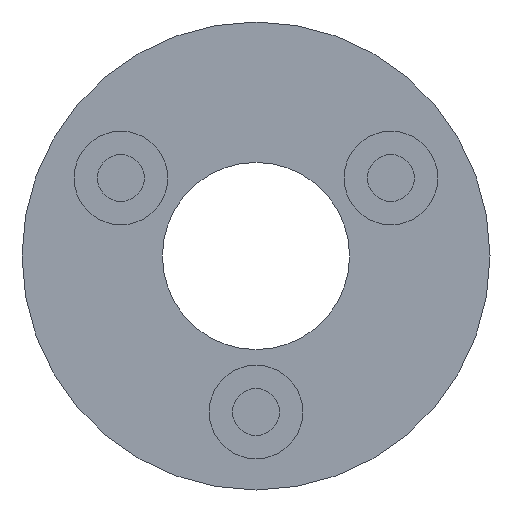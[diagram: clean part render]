
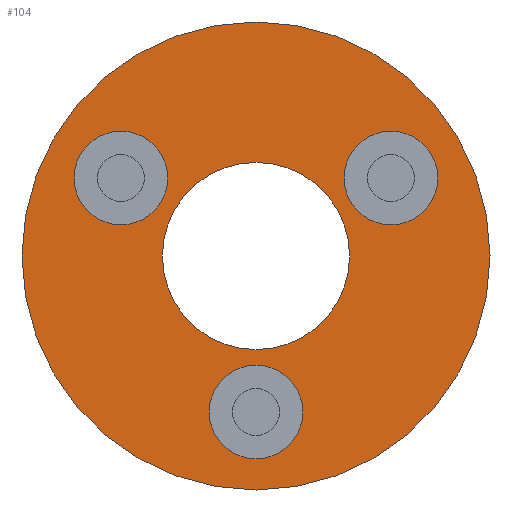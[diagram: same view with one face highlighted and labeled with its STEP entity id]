
A CAD part, left-side view. The second image highlights one B-rep face of the part: STEP entity #104.
In plain terms, the highlighted planar face has unit normal (-1, 0, 0).
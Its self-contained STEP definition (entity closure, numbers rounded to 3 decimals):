
#84 = VERTEX_POINT('',#85);
#85 = CARTESIAN_POINT('',(-113.4,53.35,12.));
#91 = EDGE_CURVE('',#84,#84,#92,.T.);
#92 = CIRCLE('',#93,3.);
#93 = AXIS2_PLACEMENT_3D('',#94,#95,#96);
#94 = CARTESIAN_POINT('',(-113.4,53.35,15.));
#95 = DIRECTION('',(1.,-0.,0.));
#96 = DIRECTION('',(0.,0.,-1.));
#104 = ADVANCED_FACE('',(#105,#116,#119,#130,#141),#152,.F.);
#105 = FACE_BOUND('',#106,.F.);
#106 = EDGE_LOOP('',(#107));
#107 = ORIENTED_EDGE('',*,*,#108,.T.);
#108 = EDGE_CURVE('',#109,#109,#111,.T.);
#109 = VERTEX_POINT('',#110);
#110 = CARTESIAN_POINT('',(-113.4,62.,-5.));
#111 = CIRCLE('',#112,15.);
#112 = AXIS2_PLACEMENT_3D('',#113,#114,#115);
#113 = CARTESIAN_POINT('',(-113.4,62.,10.));
#114 = DIRECTION('',(1.,-0.,0.));
#115 = DIRECTION('',(0.,0.,-1.));
#116 = FACE_BOUND('',#117,.F.);
#117 = EDGE_LOOP('',(#118));
#118 = ORIENTED_EDGE('',*,*,#91,.F.);
#119 = FACE_BOUND('',#120,.F.);
#120 = EDGE_LOOP('',(#121));
#121 = ORIENTED_EDGE('',*,*,#122,.F.);
#122 = EDGE_CURVE('',#123,#123,#125,.T.);
#123 = VERTEX_POINT('',#124);
#124 = CARTESIAN_POINT('',(-113.4,62.,4.));
#125 = CIRCLE('',#126,6.);
#126 = AXIS2_PLACEMENT_3D('',#127,#128,#129);
#127 = CARTESIAN_POINT('',(-113.4,62.,10.));
#128 = DIRECTION('',(1.,-0.,0.));
#129 = DIRECTION('',(0.,0.,-1.));
#130 = FACE_BOUND('',#131,.F.);
#131 = EDGE_LOOP('',(#132));
#132 = ORIENTED_EDGE('',*,*,#133,.F.);
#133 = EDGE_CURVE('',#134,#134,#136,.T.);
#134 = VERTEX_POINT('',#135);
#135 = CARTESIAN_POINT('',(-113.4,62.,-3.));
#136 = CIRCLE('',#137,3.);
#137 = AXIS2_PLACEMENT_3D('',#138,#139,#140);
#138 = CARTESIAN_POINT('',(-113.4,62.,0.));
#139 = DIRECTION('',(1.,-0.,0.));
#140 = DIRECTION('',(0.,0.,-1.));
#141 = FACE_BOUND('',#142,.F.);
#142 = EDGE_LOOP('',(#143));
#143 = ORIENTED_EDGE('',*,*,#144,.F.);
#144 = EDGE_CURVE('',#145,#145,#147,.T.);
#145 = VERTEX_POINT('',#146);
#146 = CARTESIAN_POINT('',(-113.4,70.66,12.));
#147 = CIRCLE('',#148,3.);
#148 = AXIS2_PLACEMENT_3D('',#149,#150,#151);
#149 = CARTESIAN_POINT('',(-113.4,70.66,15.));
#150 = DIRECTION('',(1.,-0.,0.));
#151 = DIRECTION('',(0.,0.,-1.));
#152 = PLANE('',#153);
#153 = AXIS2_PLACEMENT_3D('',#154,#155,#156);
#154 = CARTESIAN_POINT('',(-113.4,62.,10.));
#155 = DIRECTION('',(1.,0.,0.));
#156 = DIRECTION('',(0.,0.,-1.));
